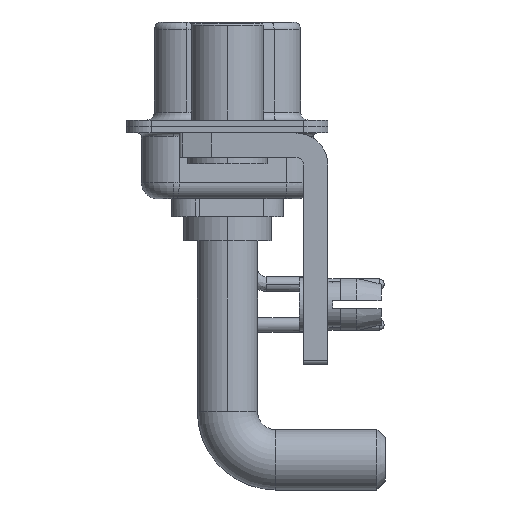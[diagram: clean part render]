
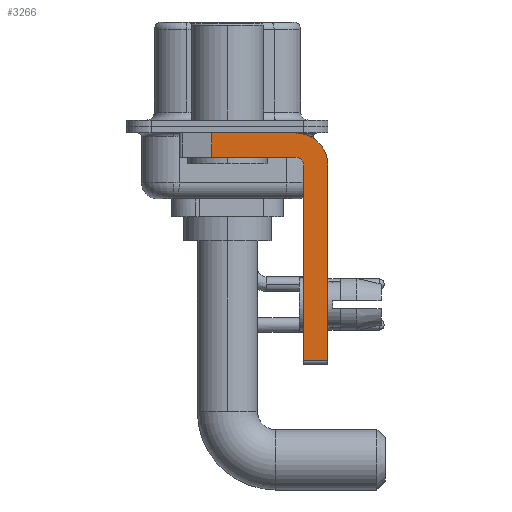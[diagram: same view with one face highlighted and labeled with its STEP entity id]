
A CAD part, left-side view. The second image highlights one B-rep face of the part: STEP entity #3266.
In plain terms, the highlighted planar face has unit normal (-1, 0, 0).
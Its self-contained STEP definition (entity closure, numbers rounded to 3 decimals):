
#663 = LINE ( 'NONE', #9338, #6743 ) ;
#876 = CARTESIAN_POINT ( 'NONE',  ( -2.9, -4.25, -1.9 ) ) ;
#1228 = EDGE_CURVE ( 'NONE', #13334, #23739, #5512, .T. ) ;
#1273 = ORIENTED_EDGE ( 'NONE', *, *, #1228, .T. ) ;
#2686 = CARTESIAN_POINT ( 'NONE',  ( -2.9, -4.75, -14.55 ) ) ;
#3178 = DIRECTION ( 'NONE',  ( -1., 0., 0. ) ) ;
#3266 = ADVANCED_FACE ( 'NONE', ( #3849 ), #10395, .F. ) ;
#3282 = DIRECTION ( 'NONE',  ( 0., 0., -1. ) ) ;
#3849 = FACE_OUTER_BOUND ( 'NONE', #4152, .T. ) ;
#4152 = EDGE_LOOP ( 'NONE', ( #9445, #1273, #21025, #15827, #9149, #14508, #7792, #21439 ) ) ;
#5512 = LINE ( 'NONE', #20717, #18979 ) ;
#5607 = AXIS2_PLACEMENT_3D ( 'NONE', #22325, #13268, #13680 ) ;
#6743 = VECTOR ( 'NONE', #9486, 1000. ) ;
#6929 = CIRCLE ( 'NONE', #14664, 0.5 ) ;
#6971 = DIRECTION ( 'NONE',  ( 0., 0., -1. ) ) ;
#7137 = VERTEX_POINT ( 'NONE', #20386 ) ;
#7792 = ORIENTED_EDGE ( 'NONE', *, *, #14123, .F. ) ;
#8742 = EDGE_CURVE ( 'NONE', #14563, #9174, #16714, .T. ) ;
#9149 = ORIENTED_EDGE ( 'NONE', *, *, #8742, .F. ) ;
#9174 = VERTEX_POINT ( 'NONE', #11582 ) ;
#9338 = CARTESIAN_POINT ( 'NONE',  ( -2.9, 3., -0.4 ) ) ;
#9445 = ORIENTED_EDGE ( 'NONE', *, *, #18794, .F. ) ;
#9486 = DIRECTION ( 'NONE',  ( 0., -1., 0. ) ) ;
#10291 = CARTESIAN_POINT ( 'NONE',  ( -2.9, -4.25, -2.4 ) ) ;
#10395 = PLANE ( 'NONE',  #24536 ) ;
#10751 = CARTESIAN_POINT ( 'NONE',  ( -2.9, -6.25, -2.4 ) ) ;
#11402 = VERTEX_POINT ( 'NONE', #10751 ) ;
#11413 = EDGE_CURVE ( 'NONE', #18653, #23739, #12220, .T. ) ;
#11582 = CARTESIAN_POINT ( 'NONE',  ( -2.9, -4.75, -2.4 ) ) ;
#12220 = LINE ( 'NONE', #20860, #26498 ) ;
#12305 = EDGE_CURVE ( 'NONE', #7137, #11402, #27350, .T. ) ;
#12465 = CARTESIAN_POINT ( 'NONE',  ( -2.9, -4.75, -14.8 ) ) ;
#13268 = DIRECTION ( 'NONE',  ( 1., 0., 0. ) ) ;
#13334 = VERTEX_POINT ( 'NONE', #14560 ) ;
#13652 = LINE ( 'NONE', #17783, #23835 ) ;
#13680 = DIRECTION ( 'NONE',  ( 0., 0., -1. ) ) ;
#14123 = EDGE_CURVE ( 'NONE', #11402, #28040, #13652, .T. ) ;
#14508 = ORIENTED_EDGE ( 'NONE', *, *, #16316, .T. ) ;
#14560 = CARTESIAN_POINT ( 'NONE',  ( -2.9, 0.978, -0.4 ) ) ;
#14563 = VERTEX_POINT ( 'NONE', #2686 ) ;
#14664 = AXIS2_PLACEMENT_3D ( 'NONE', #10291, #3178, #15091 ) ;
#14719 = DIRECTION ( 'NONE',  ( 0., 0., 1. ) ) ;
#15091 = DIRECTION ( 'NONE',  ( 0., 0., 1. ) ) ;
#15827 = ORIENTED_EDGE ( 'NONE', *, *, #27760, .F. ) ;
#16316 = EDGE_CURVE ( 'NONE', #14563, #28040, #23000, .T. ) ;
#16413 = VECTOR ( 'NONE', #14719, 1000. ) ;
#16700 = CARTESIAN_POINT ( 'NONE',  ( -2.9, 0.978, -1.9 ) ) ;
#16714 = LINE ( 'NONE', #12465, #16413 ) ;
#17783 = CARTESIAN_POINT ( 'NONE',  ( -2.9, -6.25, -2.4 ) ) ;
#18315 = DIRECTION ( 'NONE',  ( 0., 0., -1. ) ) ;
#18615 = DIRECTION ( 'NONE',  ( 0., -1., 0. ) ) ;
#18653 = VERTEX_POINT ( 'NONE', #876 ) ;
#18794 = EDGE_CURVE ( 'NONE', #13334, #7137, #663, .T. ) ;
#18979 = VECTOR ( 'NONE', #18315, 1000. ) ;
#19045 = CARTESIAN_POINT ( 'NONE',  ( -2.9, -4.25, -2.4 ) ) ;
#20386 = CARTESIAN_POINT ( 'NONE',  ( -2.9, -4.25, -0.4 ) ) ;
#20717 = CARTESIAN_POINT ( 'NONE',  ( -2.9, 0.978, -1.9 ) ) ;
#20860 = CARTESIAN_POINT ( 'NONE',  ( -2.9, -4.25, -1.9 ) ) ;
#21025 = ORIENTED_EDGE ( 'NONE', *, *, #11413, .F. ) ;
#21439 = ORIENTED_EDGE ( 'NONE', *, *, #12305, .F. ) ;
#22103 = VECTOR ( 'NONE', #18615, 1000. ) ;
#22325 = CARTESIAN_POINT ( 'NONE',  ( -2.9, -4.25, -2.4 ) ) ;
#23000 = LINE ( 'NONE', #25267, #22103 ) ;
#23739 = VERTEX_POINT ( 'NONE', #16700 ) ;
#23835 = VECTOR ( 'NONE', #6971, 1000. ) ;
#23922 = DIRECTION ( 'NONE',  ( 0., 1., 0. ) ) ;
#24536 = AXIS2_PLACEMENT_3D ( 'NONE', #19045, #27660, #3282 ) ;
#25267 = CARTESIAN_POINT ( 'NONE',  ( -2.9, -4.25, -14.55 ) ) ;
#26498 = VECTOR ( 'NONE', #23922, 1000. ) ;
#26790 = CARTESIAN_POINT ( 'NONE',  ( -2.9, -6.25, -14.55 ) ) ;
#27350 = CIRCLE ( 'NONE', #5607, 2. ) ;
#27660 = DIRECTION ( 'NONE',  ( 1., 0., 0. ) ) ;
#27760 = EDGE_CURVE ( 'NONE', #9174, #18653, #6929, .T. ) ;
#28040 = VERTEX_POINT ( 'NONE', #26790 ) ;
